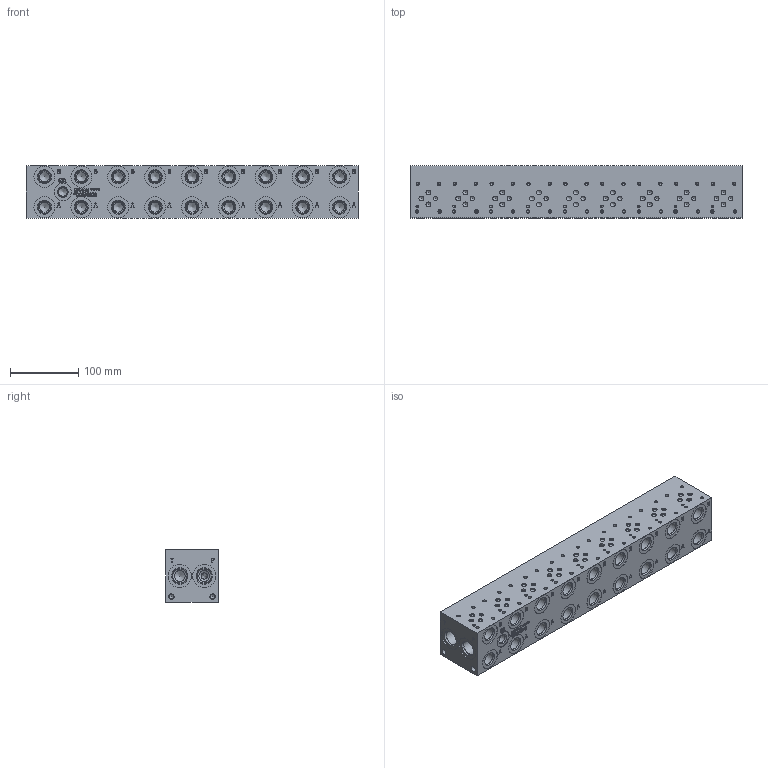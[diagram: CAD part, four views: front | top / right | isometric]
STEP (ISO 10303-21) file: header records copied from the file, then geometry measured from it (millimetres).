
FILE_DESCRIPTION(/* description */ (''),/* implementation_level */ '2;1');
FILE_NAME(/* name */ '_D03P092S.stp',/* time_stamp */ '2022-10-12T11:19:27-04:00',/* author */ ('bobbyh'),/* organization */ (''),/* preprocessor_version */ 'ST-DEVELOPER v18',/* originating_system */ 'Autodesk Inventor 2020',/* authorisation */ '');
FILE_SCHEMA (('AUTOMOTIVE_DESIGN { 1 0 10303 214 3 1 1 }'));
Length unit declared in the file: millimetre
Products named in the file (1): Part_AD03P092S_3D
Bounding box: 485.77 x 76.2 x 76.2 mm (x, y, z)
Volume: 2639714.6 mm3; surface area: 206056.4 mm2
Topology: 1 solids, 1 shells, 1278 faces, 3493 edges, 2383 vertices
Faces by surface type: plane 586, bspline 269, cylinder 243, cone 180
Full cylindrical faces by diameter (mm): 3.785 x36, 3.962 x9, 4.826 x36, 6.35 x9, 6.528 x4, 7.137 x27, 7.925 x4, 12.294 x1, 12.9 x1, 14.275 x1, 14.3 x18, 14.529 x1, 15.875 x4, 17.501 x18, 19.05 x18, 19.253 x18, 20.447 x4, 22.225 x3, 22.23 x1, 22.555 x4, 23.901 x3, 25.019 x1, 30.632 x18, 34.138 x4
Entity records: 42525 total; most frequent: CARTESIAN_POINT 10544, ORIENTED_EDGE 6770, DIRECTION 5768, EDGE_CURVE 3385, VERTEX_POINT 2383, LINE 1946, VECTOR 1946, AXIS2_PLACEMENT_3D 1911
